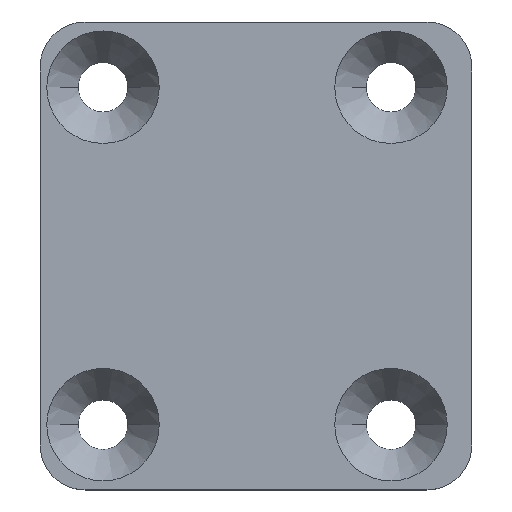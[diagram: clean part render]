
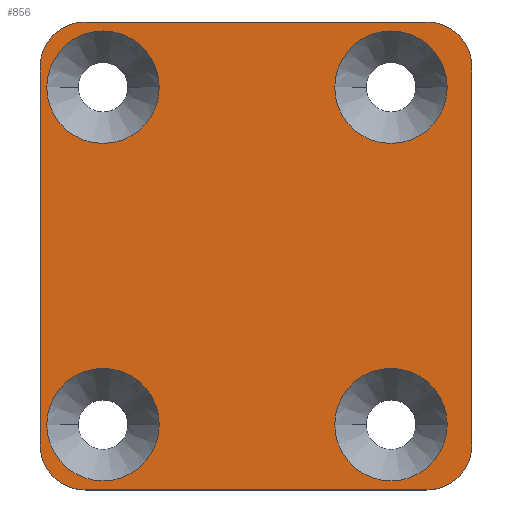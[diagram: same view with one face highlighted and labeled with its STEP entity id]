
A CAD part, top view. The second image highlights one B-rep face of the part: STEP entity #856.
In plain terms, the highlighted planar face has unit normal (0, 0, 1).
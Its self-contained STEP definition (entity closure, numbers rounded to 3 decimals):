
#308=AXIS2_PLACEMENT_3D('Circle Axis2P3D',#306,#307,$) ;
#339=AXIS2_PLACEMENT_3D('Circle Axis2P3D',#337,#338,$) ;
#418=AXIS2_PLACEMENT_3D('Circle Axis2P3D',#416,#417,$) ;
#440=AXIS2_PLACEMENT_3D('Circle Axis2P3D',#438,#439,$) ;
#552=AXIS2_PLACEMENT_3D('Circle Axis2P3D',#550,#551,$) ;
#576=AXIS2_PLACEMENT_3D('Circle Axis2P3D',#574,#575,$) ;
#643=AXIS2_PLACEMENT_3D('Circle Axis2P3D',#641,#642,$) ;
#667=AXIS2_PLACEMENT_3D('Circle Axis2P3D',#665,#666,$) ;
#734=AXIS2_PLACEMENT_3D('Circle Axis2P3D',#732,#733,$) ;
#758=AXIS2_PLACEMENT_3D('Circle Axis2P3D',#756,#757,$) ;
#814=AXIS2_PLACEMENT_3D('Plane Axis2P3D',#811,#812,#813) ;
#828=AXIS2_PLACEMENT_3D('Circle Axis2P3D',#826,#827,$) ;
#837=AXIS2_PLACEMENT_3D('Circle Axis2P3D',#835,#836,$) ;
#126=CARTESIAN_POINT('Vertex',(358.,37.,961.5)) ;
#129=CARTESIAN_POINT('Line Origine',(358.,16.,961.5)) ;
#133=CARTESIAN_POINT('Vertex',(358.,-5.,961.5)) ;
#182=CARTESIAN_POINT('Vertex',(310.,-5.,961.5)) ;
#185=CARTESIAN_POINT('Line Origine',(310.,16.,961.5)) ;
#189=CARTESIAN_POINT('Vertex',(310.,37.,961.5)) ;
#306=CARTESIAN_POINT('Axis2P3D Location',(353.,37.,961.5)) ;
#310=CARTESIAN_POINT('Vertex',(353.,42.,961.5)) ;
#337=CARTESIAN_POINT('Axis2P3D Location',(315.,-5.,961.5)) ;
#341=CARTESIAN_POINT('Vertex',(315.,-10.,961.5)) ;
#367=CARTESIAN_POINT('Vertex',(315.,42.,961.5)) ;
#370=CARTESIAN_POINT('Line Origine',(334.,42.,961.5)) ;
#396=CARTESIAN_POINT('Vertex',(353.,-10.,961.5)) ;
#399=CARTESIAN_POINT('Line Origine',(334.,-10.,961.5)) ;
#416=CARTESIAN_POINT('Axis2P3D Location',(315.,37.,961.5)) ;
#438=CARTESIAN_POINT('Axis2P3D Location',(353.,-5.,961.5)) ;
#547=CARTESIAN_POINT('Vertex',(355.25,-2.75,961.5)) ;
#550=CARTESIAN_POINT('Axis2P3D Location',(349.,-2.75,961.5)) ;
#554=CARTESIAN_POINT('Vertex',(342.75,-2.75,961.5)) ;
#574=CARTESIAN_POINT('Axis2P3D Location',(349.,-2.75,961.5)) ;
#638=CARTESIAN_POINT('Vertex',(355.25,34.75,961.5)) ;
#641=CARTESIAN_POINT('Axis2P3D Location',(349.,34.75,961.5)) ;
#645=CARTESIAN_POINT('Vertex',(342.75,34.75,961.5)) ;
#665=CARTESIAN_POINT('Axis2P3D Location',(349.,34.75,961.5)) ;
#729=CARTESIAN_POINT('Vertex',(323.25,34.75,961.5)) ;
#732=CARTESIAN_POINT('Axis2P3D Location',(317.,34.75,961.5)) ;
#736=CARTESIAN_POINT('Vertex',(310.75,34.75,961.5)) ;
#756=CARTESIAN_POINT('Axis2P3D Location',(317.,34.75,961.5)) ;
#811=CARTESIAN_POINT('Axis2P3D Location',(0.,0.,961.5)) ;
#826=CARTESIAN_POINT('Axis2P3D Location',(317.,-2.75,961.5)) ;
#830=CARTESIAN_POINT('Vertex',(310.75,-2.75,961.5)) ;
#832=CARTESIAN_POINT('Vertex',(323.25,-2.75,961.5)) ;
#835=CARTESIAN_POINT('Axis2P3D Location',(317.,-2.75,961.5)) ;
#130=DIRECTION('Vector Direction',(0.,-1.,0.)) ;
#186=DIRECTION('Vector Direction',(0.,1.,0.)) ;
#307=DIRECTION('Axis2P3D Direction',(0.,-0.,1.)) ;
#338=DIRECTION('Axis2P3D Direction',(0.,0.,1.)) ;
#371=DIRECTION('Vector Direction',(1.,0.,0.)) ;
#400=DIRECTION('Vector Direction',(-1.,0.,0.)) ;
#417=DIRECTION('Axis2P3D Direction',(0.,0.,1.)) ;
#439=DIRECTION('Axis2P3D Direction',(0.,0.,1.)) ;
#551=DIRECTION('Axis2P3D Direction',(0.,0.,1.)) ;
#575=DIRECTION('Axis2P3D Direction',(0.,0.,1.)) ;
#642=DIRECTION('Axis2P3D Direction',(0.,-0.,1.)) ;
#666=DIRECTION('Axis2P3D Direction',(0.,0.,1.)) ;
#733=DIRECTION('Axis2P3D Direction',(0.,0.,1.)) ;
#757=DIRECTION('Axis2P3D Direction',(0.,0.,1.)) ;
#812=DIRECTION('Axis2P3D Direction',(-0.,0.,1.)) ;
#813=DIRECTION('Axis2P3D XDirection',(1.,0.,0.)) ;
#827=DIRECTION('Axis2P3D Direction',(-0.,0.,1.)) ;
#836=DIRECTION('Axis2P3D Direction',(-0.,0.,1.)) ;
#131=VECTOR('Line Direction',#130,1.) ;
#187=VECTOR('Line Direction',#186,1.) ;
#372=VECTOR('Line Direction',#371,1.) ;
#401=VECTOR('Line Direction',#400,1.) ;
#817=ORIENTED_EDGE('',*,*,#191,.T.) ;
#818=ORIENTED_EDGE('',*,*,#343,.F.) ;
#819=ORIENTED_EDGE('',*,*,#403,.T.) ;
#820=ORIENTED_EDGE('',*,*,#442,.F.) ;
#821=ORIENTED_EDGE('',*,*,#135,.T.) ;
#822=ORIENTED_EDGE('',*,*,#312,.F.) ;
#823=ORIENTED_EDGE('',*,*,#374,.T.) ;
#824=ORIENTED_EDGE('',*,*,#420,.F.) ;
#841=ORIENTED_EDGE('',*,*,#834,.F.) ;
#842=ORIENTED_EDGE('',*,*,#839,.F.) ;
#845=ORIENTED_EDGE('',*,*,#760,.F.) ;
#846=ORIENTED_EDGE('',*,*,#738,.F.) ;
#849=ORIENTED_EDGE('',*,*,#669,.F.) ;
#850=ORIENTED_EDGE('',*,*,#647,.F.) ;
#853=ORIENTED_EDGE('',*,*,#578,.F.) ;
#854=ORIENTED_EDGE('',*,*,#556,.F.) ;
#843=FACE_BOUND('',#840,.T.) ;
#847=FACE_BOUND('',#844,.T.) ;
#851=FACE_BOUND('',#848,.T.) ;
#855=FACE_BOUND('',#852,.T.) ;
#856=ADVANCED_FACE('PartBody',(#825,#843,#847,#851,#855),#815,.T.) ;
#309=CIRCLE('generated circle',#308,5.) ;
#340=CIRCLE('generated circle',#339,5.) ;
#419=CIRCLE('generated circle',#418,5.) ;
#441=CIRCLE('generated circle',#440,5.) ;
#553=CIRCLE('generated circle',#552,6.25) ;
#577=CIRCLE('generated circle',#576,6.25) ;
#644=CIRCLE('generated circle',#643,6.25) ;
#668=CIRCLE('generated circle',#667,6.25) ;
#735=CIRCLE('generated circle',#734,6.25) ;
#759=CIRCLE('generated circle',#758,6.25) ;
#829=CIRCLE('generated circle',#828,6.25) ;
#838=CIRCLE('generated circle',#837,6.25) ;
#135=EDGE_CURVE('',#134,#127,#132,.F.) ;
#191=EDGE_CURVE('',#190,#183,#188,.F.) ;
#312=EDGE_CURVE('',#311,#127,#309,.F.) ;
#343=EDGE_CURVE('',#342,#183,#340,.F.) ;
#374=EDGE_CURVE('',#311,#368,#373,.F.) ;
#403=EDGE_CURVE('',#342,#397,#402,.F.) ;
#420=EDGE_CURVE('',#190,#368,#419,.F.) ;
#442=EDGE_CURVE('',#134,#397,#441,.F.) ;
#556=EDGE_CURVE('',#548,#555,#553,.T.) ;
#578=EDGE_CURVE('',#555,#548,#577,.T.) ;
#647=EDGE_CURVE('',#639,#646,#644,.T.) ;
#669=EDGE_CURVE('',#646,#639,#668,.T.) ;
#738=EDGE_CURVE('',#730,#737,#735,.T.) ;
#760=EDGE_CURVE('',#737,#730,#759,.T.) ;
#834=EDGE_CURVE('',#831,#833,#829,.T.) ;
#839=EDGE_CURVE('',#833,#831,#838,.T.) ;
#816=EDGE_LOOP('',(#817,#818,#819,#820,#821,#822,#823,#824)) ;
#840=EDGE_LOOP('',(#841,#842)) ;
#844=EDGE_LOOP('',(#845,#846)) ;
#848=EDGE_LOOP('',(#849,#850)) ;
#852=EDGE_LOOP('',(#853,#854)) ;
#825=FACE_OUTER_BOUND('',#816,.T.) ;
#132=LINE('Line',#129,#131) ;
#188=LINE('Line',#185,#187) ;
#373=LINE('Line',#370,#372) ;
#402=LINE('Line',#399,#401) ;
#815=PLANE('',#814) ;
#127=VERTEX_POINT('',#126) ;
#134=VERTEX_POINT('',#133) ;
#183=VERTEX_POINT('',#182) ;
#190=VERTEX_POINT('',#189) ;
#311=VERTEX_POINT('',#310) ;
#342=VERTEX_POINT('',#341) ;
#368=VERTEX_POINT('',#367) ;
#397=VERTEX_POINT('',#396) ;
#548=VERTEX_POINT('',#547) ;
#555=VERTEX_POINT('',#554) ;
#639=VERTEX_POINT('',#638) ;
#646=VERTEX_POINT('',#645) ;
#730=VERTEX_POINT('',#729) ;
#737=VERTEX_POINT('',#736) ;
#831=VERTEX_POINT('',#830) ;
#833=VERTEX_POINT('',#832) ;
